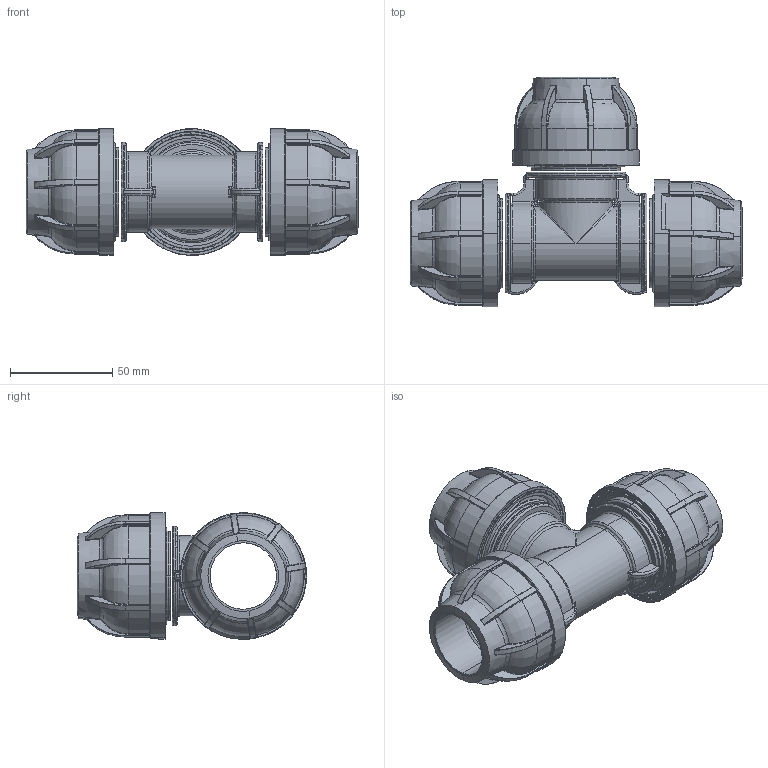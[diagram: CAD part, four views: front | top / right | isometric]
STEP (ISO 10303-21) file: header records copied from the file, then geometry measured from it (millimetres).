
FILE_DESCRIPTION (( 'STEP AP203' ), '1' );
FILE_NAME ('R214.032.000.step', '2013-11-19T09:22:43', ( 'Alusic' ), ( 'Alusic' ), 'SwSTEP 2.0', 'SolidWorks 2011', '' );
FILE_SCHEMA (( 'CONFIG_CONTROL_DESIGN' ));
Length unit declared in the file: millimetre
Products named in the file (1): R214.032.000
Bounding box: 162.3 x 112.15 x 61.99 mm (x, y, z)
Surface area: 77848.6 mm2 (no closed solid volume)
Topology: 0 solids, 32 shells, 1433 faces, 4881 edges, 3208 vertices
Faces by surface type: cylinder 403, torus 378, bspline 310, plane 298, cone 33, sphere 11
Entity records: 69799 total; most frequent: CARTESIAN_POINT 32181, DIRECTION 7578, ORIENTED_EDGE 7389, EDGE_CURVE 4859, AXIS2_PLACEMENT_3D 3264, VERTEX_POINT 3208, CIRCLE 2140, B_SPLINE_CURVE_WITH_KNOTS 1520
